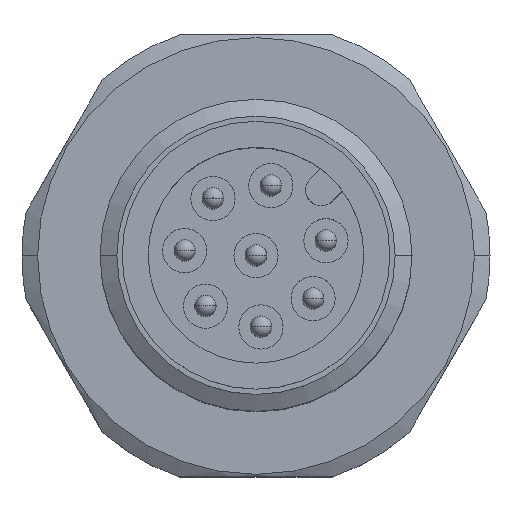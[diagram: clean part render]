
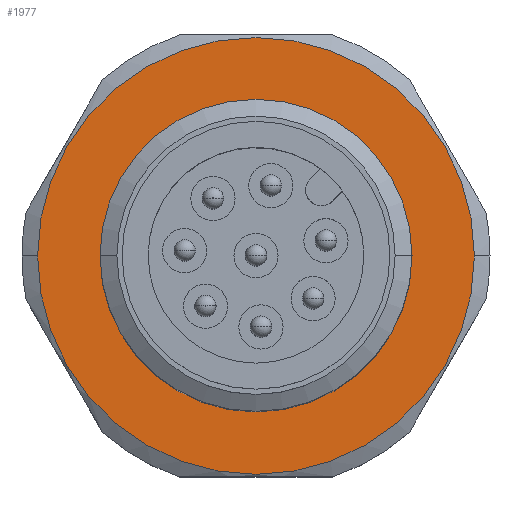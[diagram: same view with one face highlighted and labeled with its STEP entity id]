
A CAD part, top view. The second image highlights one B-rep face of the part: STEP entity #1977.
In plain terms, the highlighted planar face has unit normal (0, 0, 1).
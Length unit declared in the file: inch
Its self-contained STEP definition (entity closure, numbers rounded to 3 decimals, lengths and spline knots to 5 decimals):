
#357 = CARTESIAN_POINT ( 'NONE',  ( 0., 0., 0. ) ) ;
#383 = DIRECTION ( 'NONE',  ( 1., 0., 0. ) ) ;
#441 = CIRCLE ( 'NONE', #2030, 0.33071 ) ;
#467 = DIRECTION ( 'NONE',  ( 0., 0., 1. ) ) ;
#937 = AXIS2_PLACEMENT_3D ( 'NONE', #5060, #2435, #5492 ) ;
#1456 = EDGE_LOOP ( 'NONE', ( #1805, #2768 ) ) ;
#1570 = CIRCLE ( 'NONE', #2081, 0.23622 ) ;
#1596 = CARTESIAN_POINT ( 'NONE',  ( -0.33071, 0., 0. ) ) ;
#1697 = PLANE ( 'NONE',  #2914 ) ;
#1739 = EDGE_CURVE ( 'NONE', #1848, #3888, #2744, .T. ) ;
#1805 = ORIENTED_EDGE ( 'NONE', *, *, #4022, .T. ) ;
#1848 = VERTEX_POINT ( 'NONE', #3761 ) ;
#1977 = ADVANCED_FACE ( 'NONE', ( #1979, #5319 ), #1697, .T. ) ;
#1979 = FACE_BOUND ( 'NONE', #5587, .T. ) ;
#1983 = CARTESIAN_POINT ( 'NONE',  ( 0.23622, 0., 0. ) ) ;
#2030 = AXIS2_PLACEMENT_3D ( 'NONE', #2058, #5122, #2501 ) ;
#2058 = CARTESIAN_POINT ( 'NONE',  ( 0., 0., 0. ) ) ;
#2081 = AXIS2_PLACEMENT_3D ( 'NONE', #5634, #3024, #383 ) ;
#2152 = DIRECTION ( 'NONE',  ( 0., 0., 1. ) ) ;
#2334 = AXIS2_PLACEMENT_3D ( 'NONE', #3118, #467, #3557 ) ;
#2435 = DIRECTION ( 'NONE',  ( 0., 0., 1. ) ) ;
#2501 = DIRECTION ( 'NONE',  ( -1., 0., 0. ) ) ;
#2722 = ORIENTED_EDGE ( 'NONE', *, *, #1739, .F. ) ;
#2744 = CIRCLE ( 'NONE', #937, 0.23622 ) ;
#2768 = ORIENTED_EDGE ( 'NONE', *, *, #5255, .T. ) ;
#2914 = AXIS2_PLACEMENT_3D ( 'NONE', #357, #2152, #5206 ) ;
#3024 = DIRECTION ( 'NONE',  ( 0., 0., 1. ) ) ;
#3118 = CARTESIAN_POINT ( 'NONE',  ( 0., 0., 0. ) ) ;
#3472 = EDGE_CURVE ( 'NONE', #3888, #1848, #1570, .T. ) ;
#3557 = DIRECTION ( 'NONE',  ( -1., 0., 0. ) ) ;
#3761 = CARTESIAN_POINT ( 'NONE',  ( -0.23622, 0., 0. ) ) ;
#3888 = VERTEX_POINT ( 'NONE', #1983 ) ;
#3969 = VERTEX_POINT ( 'NONE', #5066 ) ;
#3994 = CIRCLE ( 'NONE', #2334, 0.33071 ) ;
#3996 = VERTEX_POINT ( 'NONE', #1596 ) ;
#4022 = EDGE_CURVE ( 'NONE', #3996, #3969, #441, .T. ) ;
#4210 = ORIENTED_EDGE ( 'NONE', *, *, #3472, .F. ) ;
#5060 = CARTESIAN_POINT ( 'NONE',  ( 0., 0., 0. ) ) ;
#5066 = CARTESIAN_POINT ( 'NONE',  ( 0.33071, 0., 0. ) ) ;
#5122 = DIRECTION ( 'NONE',  ( 0., 0., 1. ) ) ;
#5206 = DIRECTION ( 'NONE',  ( 1., 0., 0. ) ) ;
#5255 = EDGE_CURVE ( 'NONE', #3969, #3996, #3994, .T. ) ;
#5319 = FACE_OUTER_BOUND ( 'NONE', #1456, .T. ) ;
#5492 = DIRECTION ( 'NONE',  ( 1., 0., 0. ) ) ;
#5587 = EDGE_LOOP ( 'NONE', ( #4210, #2722 ) ) ;
#5634 = CARTESIAN_POINT ( 'NONE',  ( 0., 0., 0. ) ) ;
